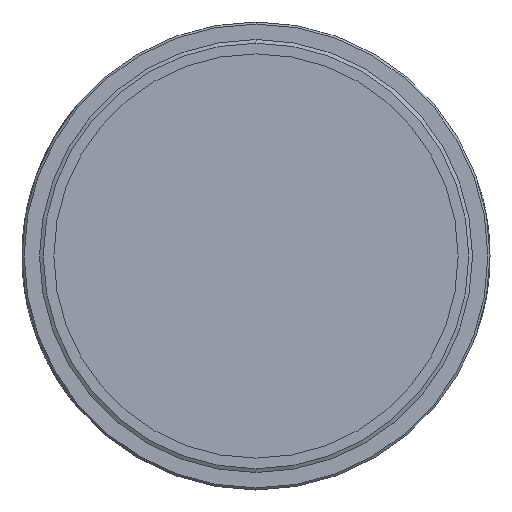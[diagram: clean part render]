
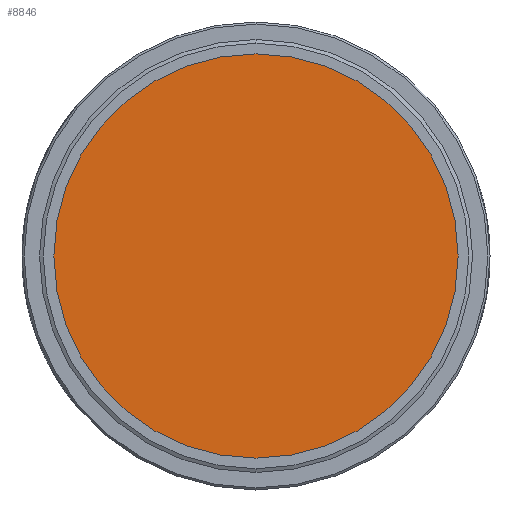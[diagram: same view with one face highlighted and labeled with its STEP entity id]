
A CAD part, left-side view. The second image highlights one B-rep face of the part: STEP entity #8846.
In plain terms, the highlighted planar face has unit normal (-1, 0, 0).
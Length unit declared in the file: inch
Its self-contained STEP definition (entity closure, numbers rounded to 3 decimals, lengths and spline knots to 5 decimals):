
#46 = DIRECTION ( 'NONE',  ( 0., -0.72, -0.694 ) ) ;
#1681 = CIRCLE ( 'NONE', #1706, 1. ) ;
#1706 = AXIS2_PLACEMENT_3D ( 'NONE', #6002, #14746, #7263 ) ;
#2016 = AXIS2_PLACEMENT_3D ( 'NONE', #13909, #6394, #15109 ) ;
#3026 = AXIS2_PLACEMENT_3D ( 'NONE', #6211, #7471, #46 ) ;
#4148 = ORIENTED_EDGE ( 'NONE', *, *, #13806, .F. ) ;
#4320 = FACE_OUTER_BOUND ( 'NONE', #9391, .T. ) ;
#5421 = CARTESIAN_POINT ( 'NONE',  ( -0.125, -0.72044, -0.69352 ) ) ;
#6002 = CARTESIAN_POINT ( 'NONE',  ( -0.125, 0., 0. ) ) ;
#6211 = CARTESIAN_POINT ( 'NONE',  ( -0.125, 0., 0. ) ) ;
#6394 = DIRECTION ( 'NONE',  ( 1., 0., 0. ) ) ;
#7263 = DIRECTION ( 'NONE',  ( 0., -0.72, -0.694 ) ) ;
#7471 = DIRECTION ( 'NONE',  ( 1., 0., 0. ) ) ;
#8228 = EDGE_CURVE ( 'NONE', #9017, #12668, #1681, .T. ) ;
#8846 = ADVANCED_FACE ( 'NONE', ( #4320 ), #13739, .F. ) ;
#9017 = VERTEX_POINT ( 'NONE', #14412 ) ;
#9391 = EDGE_LOOP ( 'NONE', ( #4148, #11977 ) ) ;
#11977 = ORIENTED_EDGE ( 'NONE', *, *, #8228, .F. ) ;
#12668 = VERTEX_POINT ( 'NONE', #5421 ) ;
#13739 = PLANE ( 'NONE',  #3026 ) ;
#13806 = EDGE_CURVE ( 'NONE', #12668, #9017, #14465, .T. ) ;
#13909 = CARTESIAN_POINT ( 'NONE',  ( -0.125, 0., 0. ) ) ;
#14412 = CARTESIAN_POINT ( 'NONE',  ( -0.125, 0.72044, 0.69352 ) ) ;
#14465 = CIRCLE ( 'NONE', #2016, 1. ) ;
#14746 = DIRECTION ( 'NONE',  ( 1., 0., 0. ) ) ;
#15109 = DIRECTION ( 'NONE',  ( 0., -0.72, -0.694 ) ) ;
